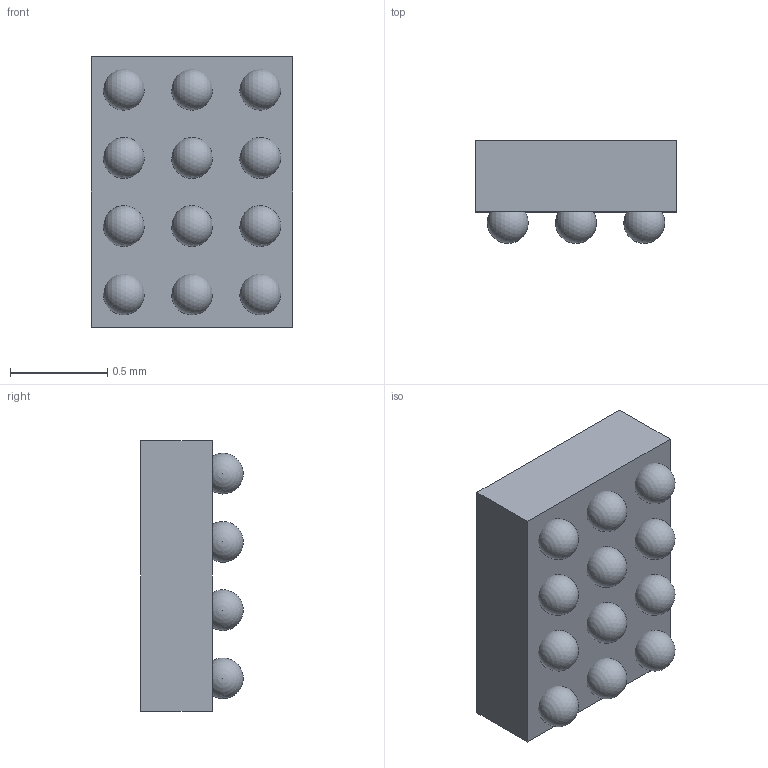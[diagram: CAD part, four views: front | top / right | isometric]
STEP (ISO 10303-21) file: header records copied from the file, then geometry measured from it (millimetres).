
FILE_DESCRIPTION(/* description */ ('Unknown'),/* implementation_level */ '2;1');
FILE_NAME(/* name */ 'DS-LXS0204',/* time_stamp */ '2025-07-30T09:44:15+08:00',/* author */ ('Unknown'),/* organization */ ('Unknown'),/* preprocessor_version */ 'ST-DEVELOPER v20',/* originating_system */ 'Solid Edge',/* authorisation */ 'Unknown');
FILE_SCHEMA (('AUTOMOTIVE_DESIGN {1 0 10303 214 3 1 1}'));
Length unit declared in the file: millimetre
Products named in the file (3): DS-LXS0204; 錨璃; 錨璃4
Assembly tree (2 placements, depth 2):
  DS-LXS0204
    錨璃
    錨璃4
Bounding box: 1.03 x 0.53 x 1.39 mm (x, y, z)
Volume: 0.6 mm3; surface area: 6.3 mm2
Topology: 13 solids, 13 shells, 18 faces, 48 edges, 32 vertices
Faces by surface type: sphere 12, plane 6
Entity records: 455 total; most frequent: DIRECTION 54, CARTESIAN_POINT 53, ORIENTED_EDGE 24, AXIS2_PLACEMENT_3D 21, VERTEX_POINT 20, FACE_BOUND 18, ADVANCED_FACE 18, CLOSED_SHELL 13
